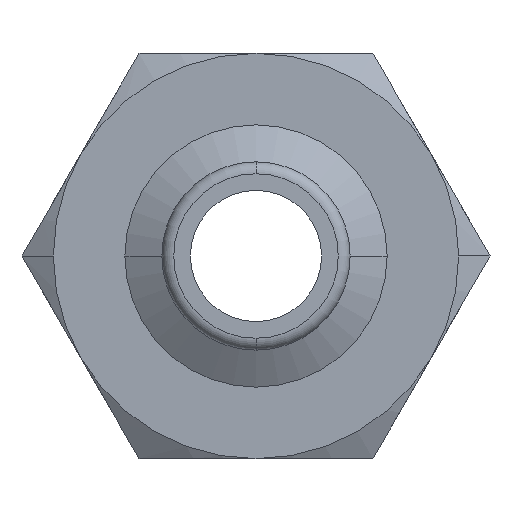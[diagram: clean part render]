
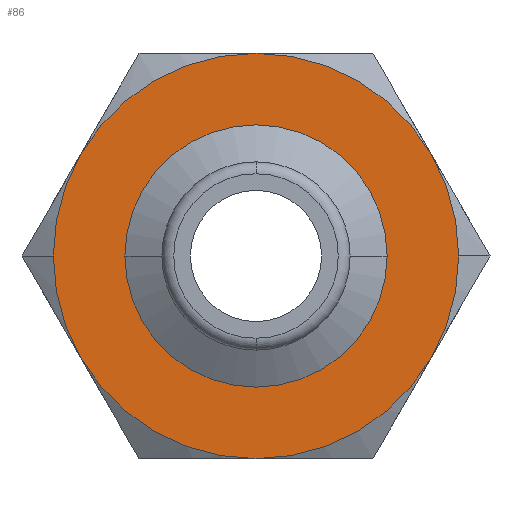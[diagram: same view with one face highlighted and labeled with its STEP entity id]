
A CAD part, front view. The second image highlights one B-rep face of the part: STEP entity #86.
In plain terms, the highlighted planar face has unit normal (0, -1, 0).
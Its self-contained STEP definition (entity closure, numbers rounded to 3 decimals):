
#86=ADVANCED_FACE('',(#219,#220),#221,.T.);
#219=FACE_OUTER_BOUND('',#400,.T.);
#220=FACE_BOUND('',#401,.T.);
#221=PLANE('',#402);
#400=EDGE_LOOP('',(#588,#589,#590,#591,#592,#593,#594,#595));
#401=EDGE_LOOP('',(#596,#597));
#402=AXIS2_PLACEMENT_3D('',#598,#599,#600);
#588=ORIENTED_EDGE('',*,*,#1087,.F.);
#589=ORIENTED_EDGE('',*,*,#1088,.F.);
#590=ORIENTED_EDGE('',*,*,#1084,.F.);
#591=ORIENTED_EDGE('',*,*,#1089,.F.);
#592=ORIENTED_EDGE('',*,*,#1090,.F.);
#593=ORIENTED_EDGE('',*,*,#1091,.F.);
#594=ORIENTED_EDGE('',*,*,#1092,.F.);
#595=ORIENTED_EDGE('',*,*,#1093,.F.);
#596=ORIENTED_EDGE('',*,*,#1094,.F.);
#597=ORIENTED_EDGE('',*,*,#1095,.F.);
#598=CARTESIAN_POINT('',(4.25,22.0,0.0));
#599=DIRECTION('',(-0.0,-1.0,-0.0));
#600=DIRECTION('',(-1.0,0.0,0.0));
#1084=EDGE_CURVE('',#1290,#1292,#1293,.T.);
#1087=EDGE_CURVE('',#1296,#1297,#1298,.T.);
#1088=EDGE_CURVE('',#1292,#1296,#1299,.T.);
#1089=EDGE_CURVE('',#1300,#1290,#1301,.T.);
#1090=EDGE_CURVE('',#1302,#1300,#1303,.T.);
#1091=EDGE_CURVE('',#1304,#1302,#1305,.T.);
#1092=EDGE_CURVE('',#1306,#1304,#1307,.T.);
#1093=EDGE_CURVE('',#1297,#1306,#1308,.T.);
#1094=EDGE_CURVE('',#1309,#1310,#1311,.T.);
#1095=EDGE_CURVE('',#1310,#1309,#1312,.T.);
#1290=VERTEX_POINT('',#1582);
#1292=VERTEX_POINT('',#1595);
#1293=CIRCLE('',#1596,8.5);
#1296=VERTEX_POINT('',#1610);
#1297=VERTEX_POINT('',#1611);
#1298=CIRCLE('',#1612,8.5);
#1299=CIRCLE('',#1613,8.5);
#1300=VERTEX_POINT('',#1614);
#1301=CIRCLE('',#1615,8.5);
#1302=VERTEX_POINT('',#1616);
#1303=CIRCLE('',#1617,8.5);
#1304=VERTEX_POINT('',#1618);
#1305=CIRCLE('',#1619,8.5);
#1306=VERTEX_POINT('',#1620);
#1307=CIRCLE('',#1621,8.5);
#1308=CIRCLE('',#1622,8.5);
#1309=VERTEX_POINT('',#1623);
#1310=VERTEX_POINT('',#1624);
#1311=CIRCLE('',#1625,5.5);
#1312=CIRCLE('',#1626,5.5);
#1582=CARTESIAN_POINT('',(-7.361,22.0,4.25));
#1595=CARTESIAN_POINT('',(0.,22.0,8.5));
#1596=AXIS2_PLACEMENT_3D('',#2176,#2177,#2178);
#1610=CARTESIAN_POINT('',(7.361,22.0,4.25));
#1611=CARTESIAN_POINT('',(8.5,22.0,0.));
#1612=AXIS2_PLACEMENT_3D('',#2179,#2180,#2181);
#1613=AXIS2_PLACEMENT_3D('',#2182,#2183,#2184);
#1614=CARTESIAN_POINT('',(-8.5,22.0,0.));
#1615=AXIS2_PLACEMENT_3D('',#2185,#2186,#2187);
#1616=CARTESIAN_POINT('',(-7.361,22.0,-4.25));
#1617=AXIS2_PLACEMENT_3D('',#2188,#2189,#2190);
#1618=CARTESIAN_POINT('',(0.0,22.0,-8.5));
#1619=AXIS2_PLACEMENT_3D('',#2191,#2192,#2193);
#1620=CARTESIAN_POINT('',(7.361,22.0,-4.25));
#1621=AXIS2_PLACEMENT_3D('',#2194,#2195,#2196);
#1622=AXIS2_PLACEMENT_3D('',#2197,#2198,#2199);
#1623=CARTESIAN_POINT('',(-5.5,22.0,0.));
#1624=CARTESIAN_POINT('',(5.5,22.0,0.));
#1625=AXIS2_PLACEMENT_3D('',#2200,#2201,#2202);
#1626=AXIS2_PLACEMENT_3D('',#2203,#2204,#2205);
#2176=CARTESIAN_POINT('',(0.0,22.0,0.0));
#2177=DIRECTION('',(-0.0,1.0,0.0));
#2178=DIRECTION('',(1.0,0.0,0.0));
#2179=CARTESIAN_POINT('',(0.0,22.0,0.0));
#2180=DIRECTION('',(-0.0,1.0,0.0));
#2181=DIRECTION('',(1.0,0.0,0.0));
#2182=CARTESIAN_POINT('',(0.0,22.0,0.0));
#2183=DIRECTION('',(-0.0,1.0,0.0));
#2184=DIRECTION('',(1.0,0.0,0.0));
#2185=CARTESIAN_POINT('',(0.0,22.0,0.0));
#2186=DIRECTION('',(-0.0,1.0,0.0));
#2187=DIRECTION('',(1.0,0.0,0.0));
#2188=CARTESIAN_POINT('',(0.0,22.0,0.0));
#2189=DIRECTION('',(-0.0,1.0,0.0));
#2190=DIRECTION('',(1.0,0.0,0.0));
#2191=CARTESIAN_POINT('',(0.0,22.0,0.0));
#2192=DIRECTION('',(-0.0,1.0,0.0));
#2193=DIRECTION('',(1.0,0.0,0.0));
#2194=CARTESIAN_POINT('',(0.0,22.0,0.0));
#2195=DIRECTION('',(-0.0,1.0,0.0));
#2196=DIRECTION('',(1.0,0.0,0.0));
#2197=CARTESIAN_POINT('',(0.0,22.0,0.0));
#2198=DIRECTION('',(-0.0,1.0,0.0));
#2199=DIRECTION('',(1.0,0.0,0.0));
#2200=CARTESIAN_POINT('',(0.0,22.0,0.0));
#2201=DIRECTION('',(0.0,-1.0,0.0));
#2202=DIRECTION('',(1.0,0.0,0.0));
#2203=CARTESIAN_POINT('',(0.0,22.0,0.0));
#2204=DIRECTION('',(0.0,-1.0,0.0));
#2205=DIRECTION('',(1.0,0.0,0.0));
